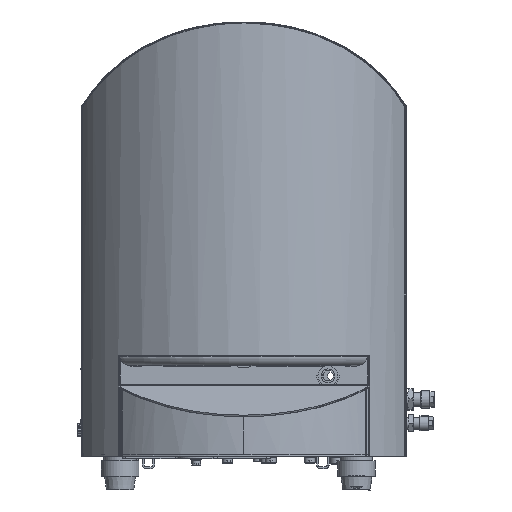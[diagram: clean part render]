
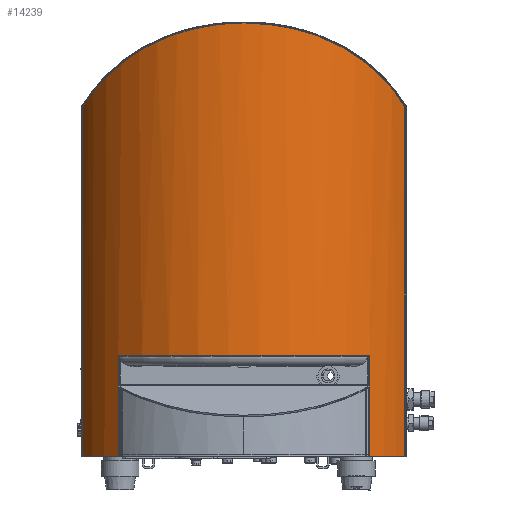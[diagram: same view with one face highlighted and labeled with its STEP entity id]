
A CAD part, front view. The second image highlights one B-rep face of the part: STEP entity #14239.
In plain terms, the highlighted cylindrical face has radius 144.5 mm (diameter 289 mm), a partial arc.
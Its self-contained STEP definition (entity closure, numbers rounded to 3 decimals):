
#125=ELLIPSE('',#58675,188.631,144.5);
#14239=ADVANCED_FACE('',(#16027),#15415,.T.);
#15415=CYLINDRICAL_SURFACE('',#58679,144.5);
#16027=FACE_OUTER_BOUND('',#17199,.T.);
#17199=EDGE_LOOP('',(#23396,#23397,#23398,#23399,#23400,#23401,#23402,#23403));
#19509=CIRCLE('',#58676,144.5);
#19510=CIRCLE('',#58677,144.5);
#19511=CIRCLE('',#58678,144.5);
#23396=ORIENTED_EDGE('',*,*,#39518,.T.);
#23397=ORIENTED_EDGE('',*,*,#39519,.T.);
#23398=ORIENTED_EDGE('',*,*,#39520,.T.);
#23399=ORIENTED_EDGE('',*,*,#39521,.T.);
#23400=ORIENTED_EDGE('',*,*,#39522,.T.);
#23401=ORIENTED_EDGE('',*,*,#39523,.T.);
#23402=ORIENTED_EDGE('',*,*,#39524,.T.);
#23403=ORIENTED_EDGE('',*,*,#39525,.T.);
#31460=VERTEX_POINT('',#79864);
#31461=VERTEX_POINT('',#79865);
#31462=VERTEX_POINT('',#79867);
#31463=VERTEX_POINT('',#79869);
#31464=VERTEX_POINT('',#79871);
#31465=VERTEX_POINT('',#79873);
#31466=VERTEX_POINT('',#79875);
#31467=VERTEX_POINT('',#79877);
#39518=EDGE_CURVE('',#31460,#31461,#47213,.T.);
#39519=EDGE_CURVE('',#31461,#31462,#125,.T.);
#39520=EDGE_CURVE('',#31462,#31463,#47214,.T.);
#39521=EDGE_CURVE('',#31463,#31464,#19509,.T.);
#39522=EDGE_CURVE('',#31464,#31465,#47215,.T.);
#39523=EDGE_CURVE('',#31465,#31466,#19510,.T.);
#39524=EDGE_CURVE('',#31466,#31467,#47216,.T.);
#39525=EDGE_CURVE('',#31467,#31460,#19511,.T.);
#47213=LINE('',#79863,#51377);
#47214=LINE('',#79868,#51378);
#47215=LINE('',#79872,#51379);
#47216=LINE('',#79876,#51380);
#51377=VECTOR('',#64134,1.);
#51378=VECTOR('',#64137,1.);
#51379=VECTOR('',#64140,1.);
#51380=VECTOR('',#64143,1.);
#58675=AXIS2_PLACEMENT_3D('',#79866,#64135,#64136);
#58676=AXIS2_PLACEMENT_3D('',#79870,#64138,#64139);
#58677=AXIS2_PLACEMENT_3D('',#79874,#64141,#64142);
#58678=AXIS2_PLACEMENT_3D('',#79878,#64144,#64145);
#58679=AXIS2_PLACEMENT_3D('',#79879,#64146,#64147);
#64134=DIRECTION('',(0.,0.,1.));
#64135=DIRECTION('',(0.,-0.643,-0.766));
#64136=DIRECTION('',(0.,0.766,-0.643));
#64137=DIRECTION('',(0.,0.,-1.));
#64138=DIRECTION('',(0.,0.,1.));
#64139=DIRECTION('',(-0.697,-0.717,0.));
#64140=DIRECTION('',(0.,0.,1.));
#64141=DIRECTION('',(0.,0.,1.));
#64142=DIRECTION('',(0.696,-0.718,0.));
#64143=DIRECTION('',(0.,0.,-1.));
#64144=DIRECTION('',(0.,0.,1.));
#64145=DIRECTION('',(0.696,-0.718,0.));
#64146=DIRECTION('',(0.,0.,1.));
#64147=DIRECTION('',(1.,0.,0.));
#79863=CARTESIAN_POINT('',(-155.973,101.322,-24.693));
#79864=CARTESIAN_POINT('',(-155.973,101.322,-24.693));
#79865=CARTESIAN_POINT('',(-155.973,101.322,255.543));
#79866=CARTESIAN_POINT('',(-285.701,164.969,202.137));
#79867=CARTESIAN_POINT('',(-415.448,101.36,255.512));
#79868=CARTESIAN_POINT('',(-415.448,101.36,-24.693));
#79869=CARTESIAN_POINT('',(-415.448,101.36,-24.693));
#79870=CARTESIAN_POINT('',(-285.701,164.969,-24.693));
#79871=CARTESIAN_POINT('',(-386.424,61.358,-24.693));
#79872=CARTESIAN_POINT('',(-386.424,61.358,55.807));
#79873=CARTESIAN_POINT('',(-386.424,61.358,55.807));
#79874=CARTESIAN_POINT('',(-285.701,164.969,55.807));
#79875=CARTESIAN_POINT('',(-185.068,61.271,55.807));
#79876=CARTESIAN_POINT('',(-185.068,61.271,-24.693));
#79877=CARTESIAN_POINT('',(-185.068,61.271,-24.693));
#79878=CARTESIAN_POINT('',(-285.701,164.969,-24.693));
#79879=CARTESIAN_POINT('',(-285.701,164.969,255.543));
